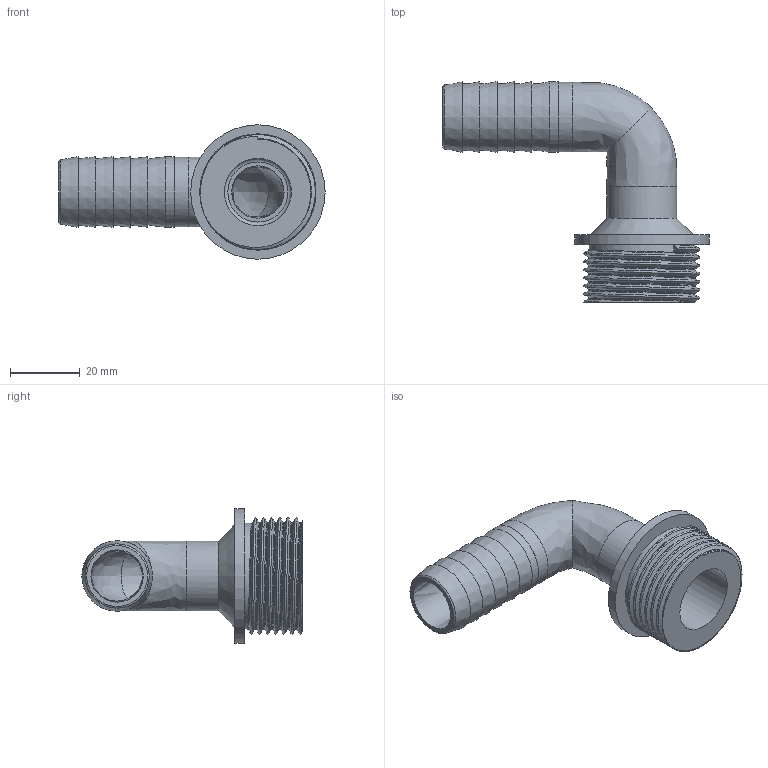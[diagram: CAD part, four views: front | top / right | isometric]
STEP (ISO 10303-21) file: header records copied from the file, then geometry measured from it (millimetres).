
FILE_DESCRIPTION (( 'STEP AP203' ), '1' );
FILE_NAME ('00131_0720.STEP', '2017-06-22T08:32:11', ( '' ), ( '' ), 'SwSTEP 2.0', 'SolidWorks 2011', '' );
FILE_SCHEMA (( 'CONFIG_CONTROL_DESIGN' ));
Length unit declared in the file: millimetre
Products named in the file (1): 00131_0720
Bounding box: 76.25 x 63.1 x 38.5 mm (x, y, z)
Volume: 22765.1 mm3; surface area: 15470.3 mm2
Topology: 1 solids, 1 shells, 37 faces, 73 edges, 47 vertices
Faces by surface type: plane 13, bspline 9, cone 7, cylinder 6, torus 2
Full cylindrical faces by diameter (mm): 19.2 x1, 20 x2, 20.2 x1, 38.5 x1
Entity records: 4489 total; most frequent: CARTESIAN_POINT 3790, DIRECTION 116, ORIENTED_EDGE 104, EDGE_LOOP 66, AXIS2_PLACEMENT_3D 56, EDGE_CURVE 52, FACE_OUTER_BOUND 48, VERTEX_POINT 44
